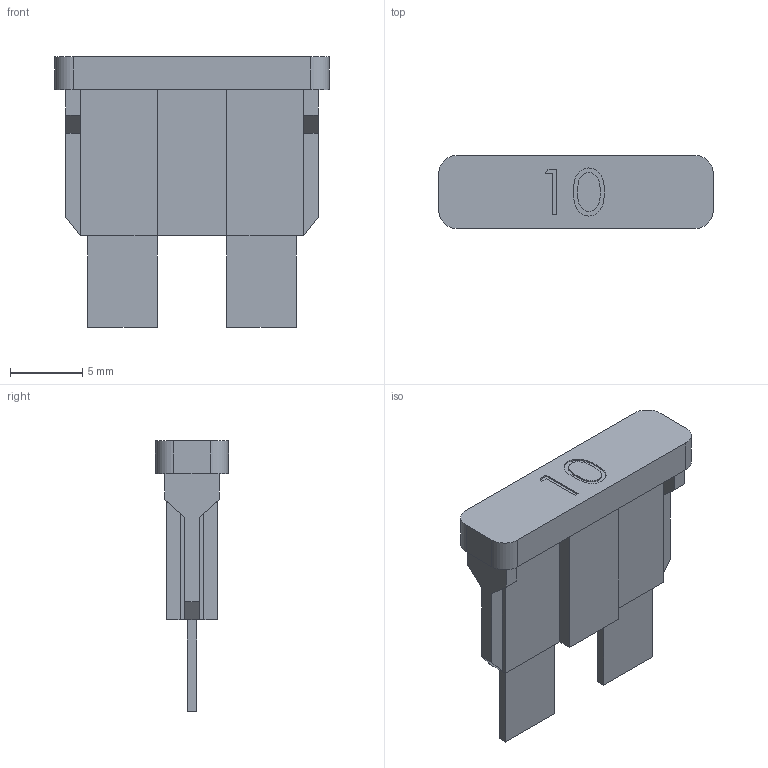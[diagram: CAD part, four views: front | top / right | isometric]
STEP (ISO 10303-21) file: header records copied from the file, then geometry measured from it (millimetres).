
FILE_DESCRIPTION (( 'STEP AP214' ), '1' );
FILE_NAME ('D5A1C96F-E181-4E4E-B10E-1022EA28DB6D.STEP', '2022-12-03T19:26:52', ( '' ), ( '' ), 'SwSTEP 2.0', 'SolidWorks 2022', '' );
FILE_SCHEMA (( 'AUTOMOTIVE_DESIGN' ));
Length unit declared in the file: inch
Products named in the file (1): D5A1C96F-E181-4E4E-B10E-1022EA28DB6D
Bounding box: 19.05 x 5.08 x 18.8 mm (x, y, z)
Volume: 545.3 mm3; surface area: 1062.4 mm2
Topology: 1 solids, 1 shells, 110 faces, 295 edges, 190 vertices
Faces by surface type: plane 89, cylinder 12, bspline 9
Entity records: 5563 total; most frequent: CARTESIAN_POINT 1381, ORIENTED_EDGE 590, DIRECTION 509, EDGE_CURVE 295, VECTOR 249, LINE 249, VERTEX_POINT 190, AXIS2_PLACEMENT_3D 130
